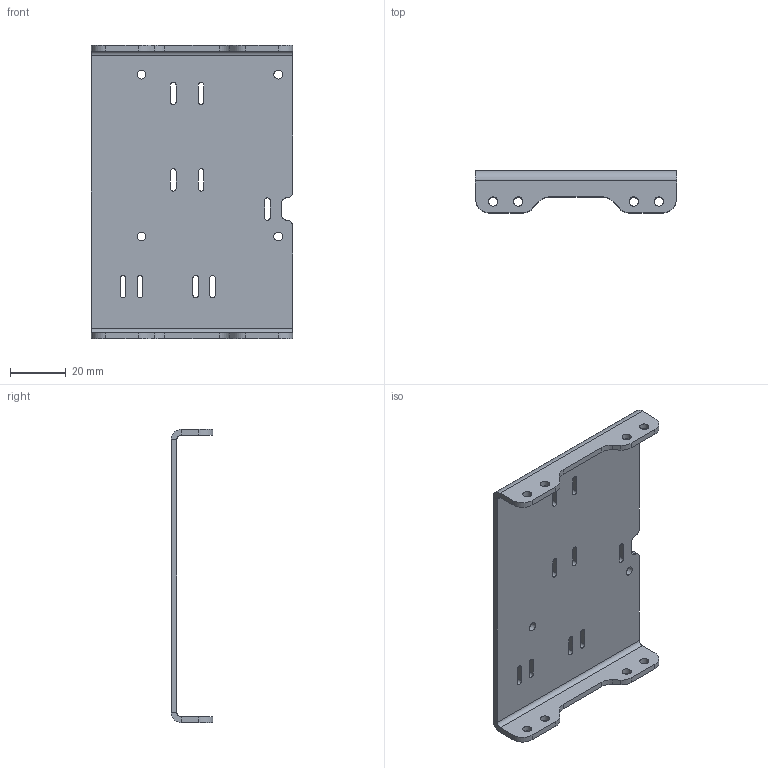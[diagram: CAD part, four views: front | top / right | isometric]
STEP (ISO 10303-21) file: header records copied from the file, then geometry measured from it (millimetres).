
FILE_DESCRIPTION(/* description */ (''),/* implementation_level */ '2;1');
FILE_NAME(/* name */ 'Platfrom.step',/* time_stamp */ '2020-04-19T21:51:53-03:00',/* author */ (''),/* organization */ (''),/* preprocessor_version */ 'ST-DEVELOPER v18.1',/* originating_system */ 'Autodesk Translation Framework v9.2.0.1227',/* authorisation */ '');
FILE_SCHEMA (('AUTOMOTIVE_DESIGN { 1 0 10303 214 3 1 1 }'));
Length unit declared in the file: millimetre
Products named in the file (1): Platfrom
Bounding box: 72 x 15 x 105 mm (x, y, z)
Volume: 17809.4 mm3; surface area: 18718.3 mm2
Topology: 1 solids, 1 shells, 96 faces, 266 edges, 172 vertices
Faces by surface type: cylinder 50, plane 46
Full cylindrical faces by diameter (mm): 3.2 x4, 3.3 x8
Entity records: 3199 total; most frequent: DIRECTION 560, CARTESIAN_POINT 535, ORIENTED_EDGE 532, EDGE_CURVE 266, AXIS2_PLACEMENT_3D 197, VERTEX_POINT 172, LINE 166, VECTOR 166
